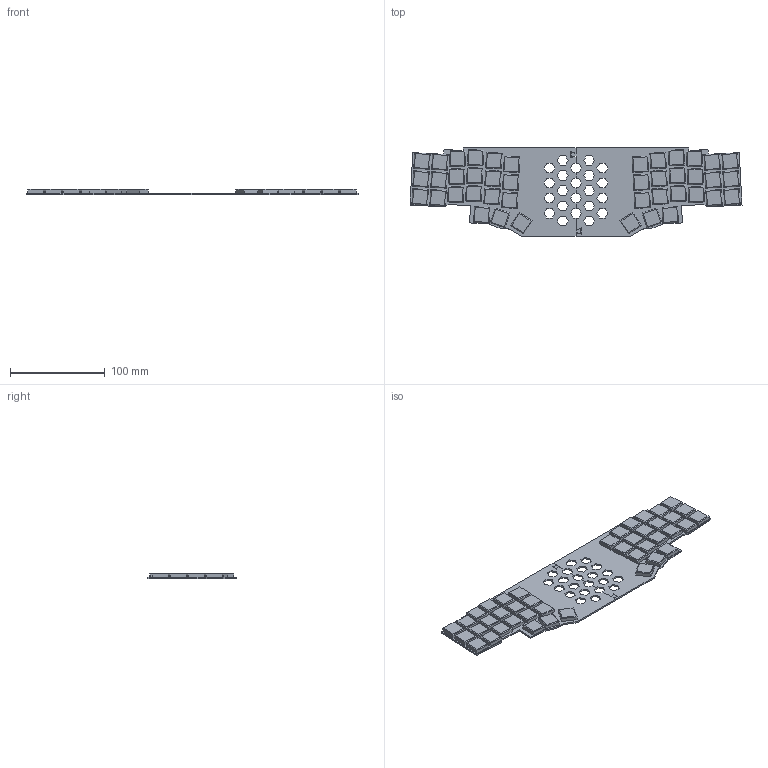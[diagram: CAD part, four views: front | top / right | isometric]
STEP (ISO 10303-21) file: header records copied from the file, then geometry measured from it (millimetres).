
FILE_DESCRIPTION(/* description */ (''),/* implementation_level */ '2;1');
FILE_NAME(/* name */ 'visiual rep.step',/* time_stamp */ '2025-06-16T22:14:05+02:00',/* author */ (''),/* organization */ (''),/* preprocessor_version */ 'ST-DEVELOPER v20.1',/* originating_system */ 'Autodesk Translation Framework v14.10.0.0',/* authorisation */ '');
FILE_SCHEMA (('AUTOMOTIVE_DESIGN { 1 0 10303 214 3 1 1 }'));
Length unit declared in the file: millimetre
Products named in the file (1): ULK
Bounding box: 351.35 x 93.74 x 6.1 mm (x, y, z)
Volume: 90834.5 mm3; surface area: 64299.3 mm2
Topology: 2 solids, 2 shells, 580 faces, 1436 edges, 900 vertices
Faces by surface type: plane 580
Entity records: 16677 total; most frequent: CARTESIAN_POINT 2917, ORIENTED_EDGE 2872, DIRECTION 2598, LINE 1436, VECTOR 1436, EDGE_CURVE 1436, VERTEX_POINT 900, EDGE_LOOP 656
